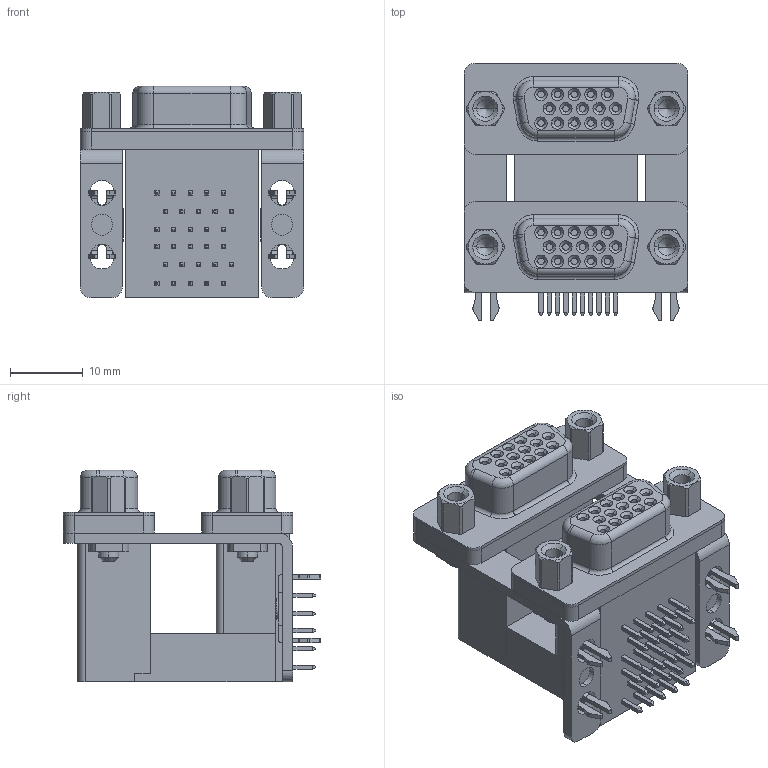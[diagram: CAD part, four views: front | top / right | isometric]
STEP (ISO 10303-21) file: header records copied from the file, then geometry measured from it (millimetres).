
FILE_DESCRIPTION (( 'STEP AP214' ), '1' );
FILE_NAME ('K42X-E15S-S-A4NJ_rA3.STEP', '2013-12-06T20:47:32', ( '' ), ( '' ), 'SwSTEP 2.0', 'SolidWorks 2012', '' );
FILE_SCHEMA (( 'AUTOMOTIVE_DESIGN' ));
Length unit declared in the file: millimetre
Products named in the file (1): K42X-E15S-S-A4NJ_rA3
Bounding box: 30.81 x 35.45 x 29.14 mm (x, y, z)
Volume: 12736 mm3; surface area: 7685.6 mm2
Topology: 1 solids, 1 shells, 926 faces, 2186 edges, 1344 vertices
Faces by surface type: plane 498, cylinder 272, cone 128, torus 28
Entity records: 28670 total; most frequent: CARTESIAN_POINT 4721, DIRECTION 4668, ORIENTED_EDGE 4356, EDGE_CURVE 2178, AXIS2_PLACEMENT_3D 1611, LINE 1446, VECTOR 1446, VERTEX_POINT 1344
